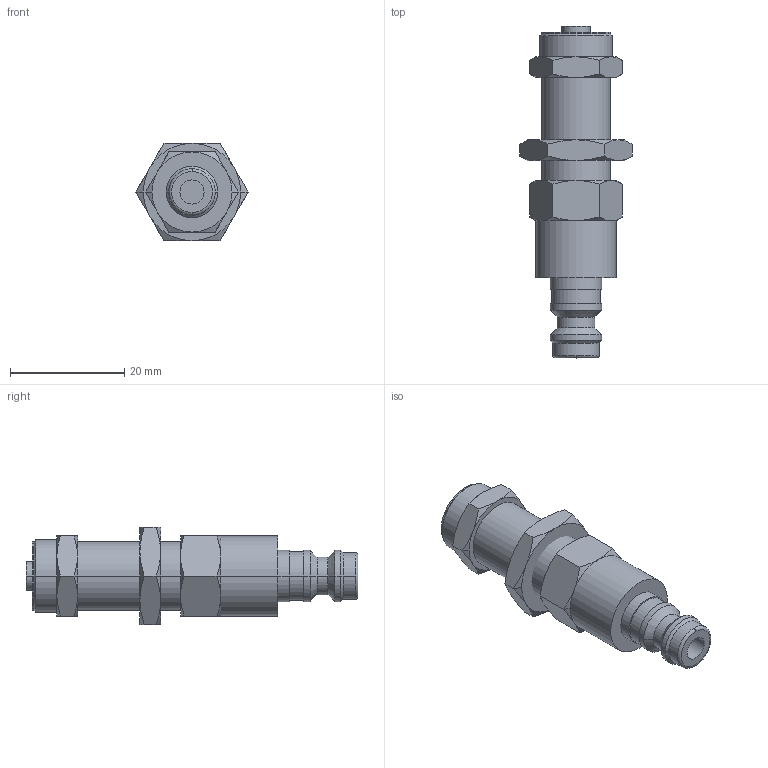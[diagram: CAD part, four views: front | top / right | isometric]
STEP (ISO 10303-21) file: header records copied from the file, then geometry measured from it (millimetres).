
FILE_DESCRIPTION(('STEP AP214'),'1');
FILE_NAME('ESME_6_SQSVAB.stp','2020-08-17T11:37:53',('TraceParts'),('TraceParts S.A.'),'Spatial InterOp 3D',' ',' ');
FILE_SCHEMA(('AUTOMOTIVE_DESIGN { 1 0 10303 214 1 1 1 1 }'));
Length unit declared in the file: millimetre
Products named in the file (1): ESME_6_SQSVAB_1
Bounding box: 19.63 x 58 x 17 mm (x, y, z)
Volume: 6747 mm3; surface area: 4045.9 mm2
Topology: 2 solids, 2 shells, 112 faces, 237 edges, 137 vertices
Faces by surface type: cone 56, plane 30, cylinder 24, torus 2
Entity records: 3760 total; most frequent: CARTESIAN_POINT 776, DIRECTION 496, ORIENTED_EDGE 474, EDGE_CURVE 237, AXIS2_PLACEMENT_3D 217, VERTEX_POINT 137, EDGE_LOOP 122, ADVANCED_FACE 112
